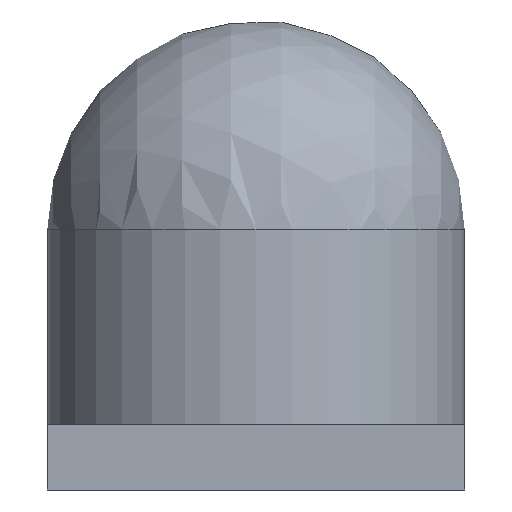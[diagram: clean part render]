
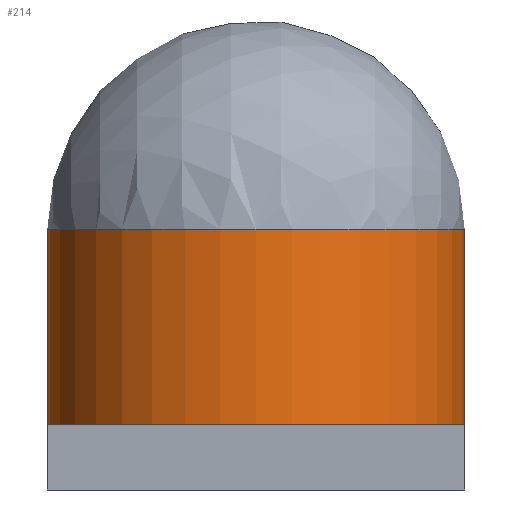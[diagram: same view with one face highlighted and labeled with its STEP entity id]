
A CAD part, left-side view. The second image highlights one B-rep face of the part: STEP entity #214.
In plain terms, the highlighted cylindrical face has radius 0.8 mm (diameter 1.6 mm), a full revolution.
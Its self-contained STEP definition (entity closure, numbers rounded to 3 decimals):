
#103 = VERTEX_POINT('',#104);
#104 = CARTESIAN_POINT('',(0.1,-0.8,0.25));
#125 = VERTEX_POINT('',#126);
#126 = CARTESIAN_POINT('',(0.1,0.8,0.25));
#134 = EDGE_CURVE('',#103,#125,#135,.T.);
#135 = CIRCLE('',#136,0.8);
#136 = AXIS2_PLACEMENT_3D('',#137,#138,#139);
#137 = CARTESIAN_POINT('',(0.1,0.,0.25));
#138 = DIRECTION('',(0.,0.,-1.));
#139 = DIRECTION('',(1.,0.,0.));
#192 = EDGE_CURVE('',#125,#193,#195,.T.);
#193 = VERTEX_POINT('',#194);
#194 = CARTESIAN_POINT('',(0.9,0.,0.25));
#195 = CIRCLE('',#196,0.8);
#196 = AXIS2_PLACEMENT_3D('',#197,#198,#199);
#197 = CARTESIAN_POINT('',(0.1,0.,0.25));
#198 = DIRECTION('',(0.,0.,-1.));
#199 = DIRECTION('',(1.,0.,0.));
#201 = EDGE_CURVE('',#193,#103,#202,.T.);
#202 = CIRCLE('',#203,0.8);
#203 = AXIS2_PLACEMENT_3D('',#204,#205,#206);
#204 = CARTESIAN_POINT('',(0.1,0.,0.25));
#205 = DIRECTION('',(0.,0.,-1.));
#206 = DIRECTION('',(1.,0.,0.));
#214 = ADVANCED_FACE('',(#215),#254,.T.);
#215 = FACE_BOUND('',#216,.T.);
#216 = EDGE_LOOP('',(#217,#218,#226,#235,#244,#251,#252,#253));
#217 = ORIENTED_EDGE('',*,*,#201,.F.);
#218 = ORIENTED_EDGE('',*,*,#219,.F.);
#219 = EDGE_CURVE('',#220,#193,#222,.T.);
#220 = VERTEX_POINT('',#221);
#221 = CARTESIAN_POINT('',(0.9,0.,1.));
#222 = LINE('',#223,#224);
#223 = CARTESIAN_POINT('',(0.9,0.,1.));
#224 = VECTOR('',#225,1.);
#225 = DIRECTION('',(0.,0.,-1.));
#226 = ORIENTED_EDGE('',*,*,#227,.T.);
#227 = EDGE_CURVE('',#220,#228,#230,.T.);
#228 = VERTEX_POINT('',#229);
#229 = CARTESIAN_POINT('',(0.1,-0.8,1.));
#230 = CIRCLE('',#231,0.8);
#231 = AXIS2_PLACEMENT_3D('',#232,#233,#234);
#232 = CARTESIAN_POINT('',(0.1,0.,1.));
#233 = DIRECTION('',(0.,0.,-1.));
#234 = DIRECTION('',(1.,0.,0.));
#235 = ORIENTED_EDGE('',*,*,#236,.T.);
#236 = EDGE_CURVE('',#228,#237,#239,.T.);
#237 = VERTEX_POINT('',#238);
#238 = CARTESIAN_POINT('',(0.1,0.8,1.));
#239 = CIRCLE('',#240,0.8);
#240 = AXIS2_PLACEMENT_3D('',#241,#242,#243);
#241 = CARTESIAN_POINT('',(0.1,0.,1.));
#242 = DIRECTION('',(0.,0.,-1.));
#243 = DIRECTION('',(1.,0.,0.));
#244 = ORIENTED_EDGE('',*,*,#245,.T.);
#245 = EDGE_CURVE('',#237,#220,#246,.T.);
#246 = CIRCLE('',#247,0.8);
#247 = AXIS2_PLACEMENT_3D('',#248,#249,#250);
#248 = CARTESIAN_POINT('',(0.1,0.,1.));
#249 = DIRECTION('',(0.,0.,-1.));
#250 = DIRECTION('',(1.,0.,0.));
#251 = ORIENTED_EDGE('',*,*,#219,.T.);
#252 = ORIENTED_EDGE('',*,*,#192,.F.);
#253 = ORIENTED_EDGE('',*,*,#134,.F.);
#254 = CYLINDRICAL_SURFACE('',#255,0.8);
#255 = AXIS2_PLACEMENT_3D('',#256,#257,#258);
#256 = CARTESIAN_POINT('',(0.1,0.,1.));
#257 = DIRECTION('',(0.,0.,-1.));
#258 = DIRECTION('',(1.,0.,0.));
